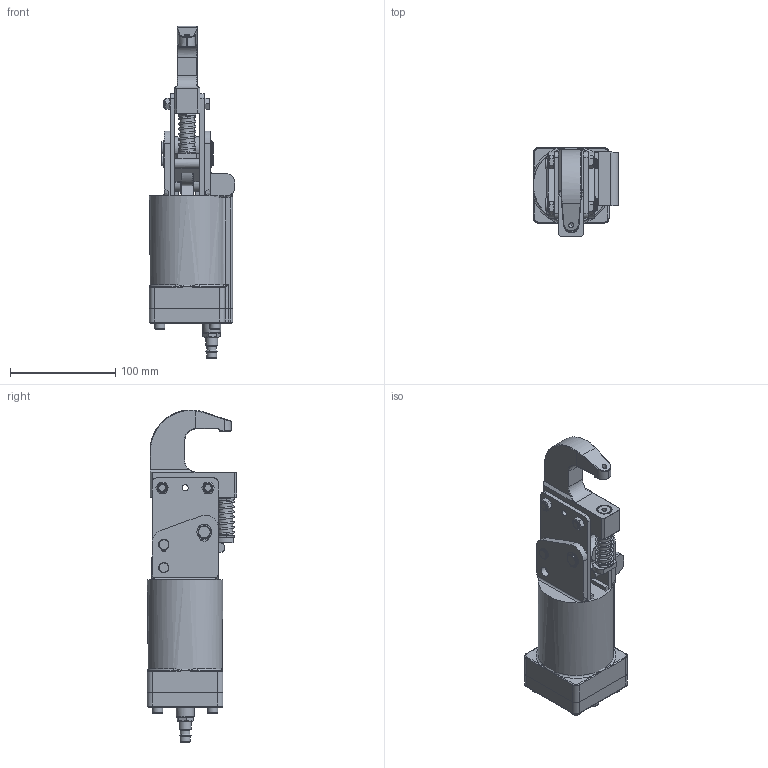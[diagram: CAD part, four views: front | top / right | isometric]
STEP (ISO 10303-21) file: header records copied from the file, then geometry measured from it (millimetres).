
FILE_DESCRIPTION(('FreeCAD Model'),'2;1');
FILE_NAME('Open CASCADE Shape Model','2025-04-27T02:11:25',('FreeCAD'),( 'FreeCAD'),'Open CASCADE STEP processor 7.6','FreeCAD','Unknown');
FILE_SCHEMA(('AUTOMOTIVE_DESIGN { 1 0 10303 214 1 1 1 1 }'));
Products named in the file (1): Open CASCADE STEP translator 7.6 1
Bounding box: 81.1 x 84.98 x 316.15 mm (x, y, z)
Volume: 622617.2 mm3; surface area: 221371.9 mm2
Topology: 41 solids, 41 shells, 870 faces, 2101 edges, 1344 vertices
Faces by surface type: bspline 870
Entity records: 42777 total; most frequent: CARTESIAN_POINT 30457, ORIENTED_EDGE 4164, EDGE_CURVE 2082, VERTEX_POINT 1344, B_SPLINE_CURVE_WITH_KNOTS 1280, FACE_BOUND 1032, EDGE_LOOP 1032, ADVANCED_FACE 870
